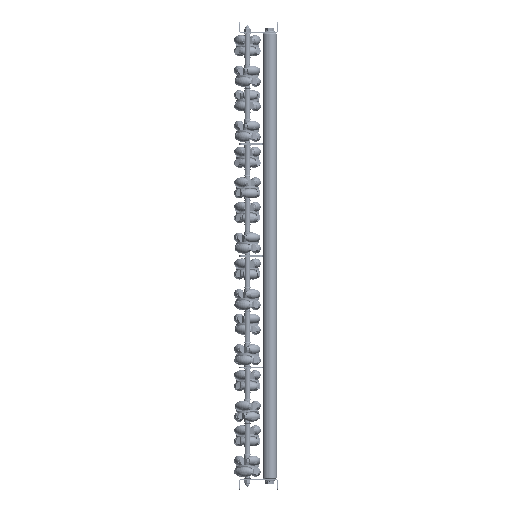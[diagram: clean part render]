
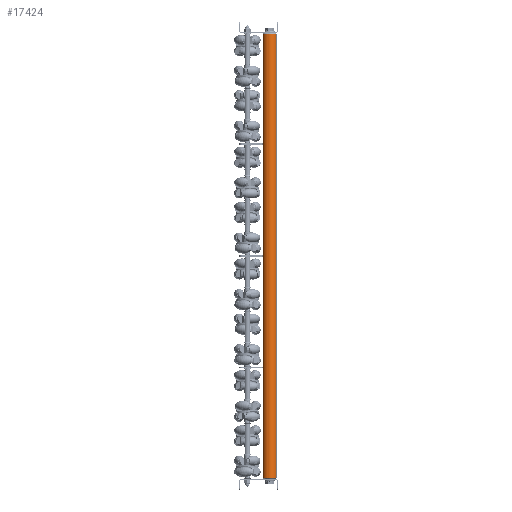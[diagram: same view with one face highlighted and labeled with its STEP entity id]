
A CAD part, left-side view. The second image highlights one B-rep face of the part: STEP entity #17424.
In plain terms, the highlighted cylindrical face has radius 12.5 mm (diameter 25 mm), a partial arc.
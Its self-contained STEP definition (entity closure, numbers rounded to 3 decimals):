
#40 = ORIENTED_EDGE ( 'NONE', *, *, #25017, .T. ) ;
#96 = CIRCLE ( 'NONE', #22952, 12.5 ) ;
#461 = LINE ( 'NONE', #23142, #1177 ) ;
#1177 = VECTOR ( 'NONE', #2526, 1000. ) ;
#1279 = AXIS2_PLACEMENT_3D ( 'NONE', #15673, #2535, #2360 ) ;
#1581 = CARTESIAN_POINT ( 'NONE',  ( 1., 0., -12.5 ) ) ;
#2360 = DIRECTION ( 'NONE',  ( 0., 0., 1. ) ) ;
#2526 = DIRECTION ( 'NONE',  ( -1., 0., 0. ) ) ;
#2527 = ORIENTED_EDGE ( 'NONE', *, *, #8347, .T. ) ;
#2535 = DIRECTION ( 'NONE',  ( -1., 0., 0. ) ) ;
#3184 = VERTEX_POINT ( 'NONE', #32225 ) ;
#5697 = LINE ( 'NONE', #30964, #14872 ) ;
#8347 = EDGE_CURVE ( 'NONE', #25468, #3184, #461, .T. ) ;
#9827 = VERTEX_POINT ( 'NONE', #29353 ) ;
#10886 = VERTEX_POINT ( 'NONE', #1581 ) ;
#12887 = DIRECTION ( 'NONE',  ( -1., 0., 0. ) ) ;
#13929 = EDGE_LOOP ( 'NONE', ( #20170, #40, #2527, #31170 ) ) ;
#14872 = VECTOR ( 'NONE', #12887, 1000. ) ;
#15322 = CYLINDRICAL_SURFACE ( 'NONE', #1279, 12.5 ) ;
#15673 = CARTESIAN_POINT ( 'NONE',  ( 800., 0., 0. ) ) ;
#17424 = ADVANCED_FACE ( 'NONE', ( #25725 ), #15322, .T. ) ;
#20170 = ORIENTED_EDGE ( 'NONE', *, *, #25954, .F. ) ;
#20236 = CARTESIAN_POINT ( 'NONE',  ( 799., 0., 12.5 ) ) ;
#21546 = DIRECTION ( 'NONE',  ( 1., 0., 0. ) ) ;
#22512 = DIRECTION ( 'NONE',  ( 0., 0., -1. ) ) ;
#22886 = EDGE_CURVE ( 'NONE', #3184, #10886, #31025, .T. ) ;
#22952 = AXIS2_PLACEMENT_3D ( 'NONE', #30531, #33266, #22512 ) ;
#23142 = CARTESIAN_POINT ( 'NONE',  ( 800., 0., 12.5 ) ) ;
#23389 = AXIS2_PLACEMENT_3D ( 'NONE', #31802, #21546, #31466 ) ;
#25017 = EDGE_CURVE ( 'NONE', #9827, #25468, #96, .T. ) ;
#25468 = VERTEX_POINT ( 'NONE', #20236 ) ;
#25725 = FACE_OUTER_BOUND ( 'NONE', #13929, .T. ) ;
#25954 = EDGE_CURVE ( 'NONE', #9827, #10886, #5697, .T. ) ;
#29353 = CARTESIAN_POINT ( 'NONE',  ( 799., 0., -12.5 ) ) ;
#30531 = CARTESIAN_POINT ( 'NONE',  ( 799., 0., 0. ) ) ;
#30964 = CARTESIAN_POINT ( 'NONE',  ( 800., 0., -12.5 ) ) ;
#31025 = CIRCLE ( 'NONE', #23389, 12.5 ) ;
#31170 = ORIENTED_EDGE ( 'NONE', *, *, #22886, .T. ) ;
#31466 = DIRECTION ( 'NONE',  ( 0., 0., -1. ) ) ;
#31802 = CARTESIAN_POINT ( 'NONE',  ( 1., 0., 0. ) ) ;
#32225 = CARTESIAN_POINT ( 'NONE',  ( 1., 0., 12.5 ) ) ;
#33266 = DIRECTION ( 'NONE',  ( -1., 0., 0. ) ) ;
